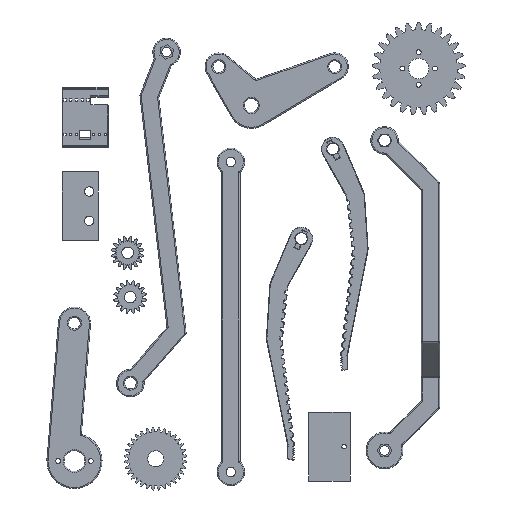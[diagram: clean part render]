
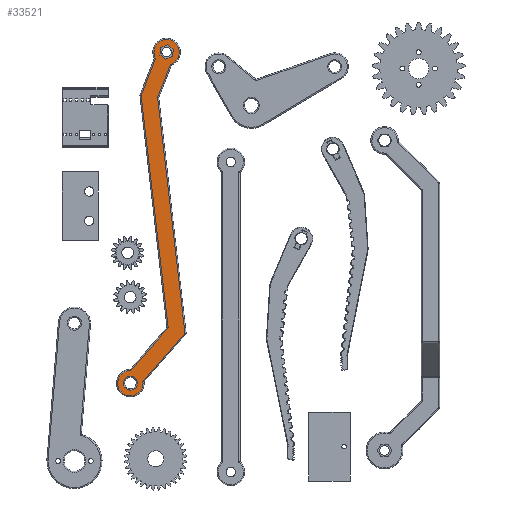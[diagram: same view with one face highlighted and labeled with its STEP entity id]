
A CAD part, front view. The second image highlights one B-rep face of the part: STEP entity #33521.
In plain terms, the highlighted face is planar.
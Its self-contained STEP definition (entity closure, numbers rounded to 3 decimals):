
#157 = VERTEX_POINT ( 'NONE', #10633 ) ;
#388 = ORIENTED_EDGE ( 'NONE', *, *, #40606, .F. ) ;
#522 = EDGE_CURVE ( 'NONE', #22476, #21087, #7644, .T. ) ;
#532 = ORIENTED_EDGE ( 'NONE', *, *, #37002, .F. ) ;
#898 = DIRECTION ( 'NONE',  ( 1., 0., 0. ) ) ;
#1136 = DIRECTION ( 'NONE',  ( 0.966, -0.259, 0. ) ) ;
#1352 = PLANE ( 'NONE',  #22889 ) ;
#2081 = CARTESIAN_POINT ( 'NONE',  ( -20.053, 8.997, 3. ) ) ;
#2139 = DIRECTION ( 'NONE',  ( -0.975, -0.223, 0. ) ) ;
#2399 = ORIENTED_EDGE ( 'NONE', *, *, #13314, .T. ) ;
#2440 = ORIENTED_EDGE ( 'NONE', *, *, #34950, .F. ) ;
#2722 = VERTEX_POINT ( 'NONE', #26983 ) ;
#2805 = CARTESIAN_POINT ( 'NONE',  ( 1.588, -2.75, 3. ) ) ;
#3221 = DIRECTION ( 'NONE',  ( 0., 0., 1. ) ) ;
#3569 = DIRECTION ( 'NONE',  ( 0., 0., -1. ) ) ;
#3634 = VECTOR ( 'NONE', #39110, 1000. ) ;
#3713 = EDGE_CURVE ( 'NONE', #20884, #43891, #14231, .T. ) ;
#4131 = ORIENTED_EDGE ( 'NONE', *, *, #522, .T. ) ;
#4140 = VECTOR ( 'NONE', #41920, 1000. ) ;
#4323 = LINE ( 'NONE', #14214, #40365 ) ;
#4342 = CARTESIAN_POINT ( 'NONE',  ( -145., 0., 3. ) ) ;
#5195 = VERTEX_POINT ( 'NONE', #13389 ) ;
#5523 = ORIENTED_EDGE ( 'NONE', *, *, #10342, .T. ) ;
#5845 = VERTEX_POINT ( 'NONE', #34458 ) ;
#6022 = CARTESIAN_POINT ( 'NONE',  ( -119.265, -13.747, 3. ) ) ;
#7500 = VECTOR ( 'NONE', #29775, 1000. ) ;
#7644 = CIRCLE ( 'NONE', #30456, 5.5 ) ;
#7930 = VERTEX_POINT ( 'NONE', #23248 ) ;
#8018 = EDGE_CURVE ( 'NONE', #5845, #2722, #42080, .T. ) ;
#8036 = DIRECTION ( 'NONE',  ( -0.966, 0.259, 0. ) ) ;
#8473 = LINE ( 'NONE', #43892, #40392 ) ;
#8685 = ORIENTED_EDGE ( 'NONE', *, *, #28922, .F. ) ;
#9586 = EDGE_CURVE ( 'NONE', #41942, #22476, #29620, .T. ) ;
#9593 = ORIENTED_EDGE ( 'NONE', *, *, #37408, .T. ) ;
#10342 = EDGE_CURVE ( 'NONE', #10536, #28633, #22529, .T. ) ;
#10536 = VERTEX_POINT ( 'NONE', #16531 ) ;
#10633 = CARTESIAN_POINT ( 'NONE',  ( -120.735, -21.263, 3. ) ) ;
#11019 = EDGE_LOOP ( 'NONE', ( #2440, #40923, #532, #8685, #388, #23273 ) ) ;
#11454 = DIRECTION ( 'NONE',  ( 0.819, -0.574, 0. ) ) ;
#11931 = DIRECTION ( 'NONE',  ( 0., 0., 1. ) ) ;
#12114 = CARTESIAN_POINT ( 'NONE',  ( -45.696, -65.261, 3. ) ) ;
#12441 = EDGE_LOOP ( 'NONE', ( #2399, #39293, #4131, #9593, #20556, #27221, #36575, #43042, #5523 ) ) ;
#12471 = CARTESIAN_POINT ( 'NONE',  ( 3.175, 0., 3. ) ) ;
#12708 = EDGE_CURVE ( 'NONE', #43891, #20884, #21542, .T. ) ;
#13130 = EDGE_CURVE ( 'NONE', #7930, #5195, #45196, .T. ) ;
#13314 = EDGE_CURVE ( 'NONE', #28633, #41942, #29966, .T. ) ;
#13327 = DIRECTION ( 'NONE',  ( 0.5, 0.866, 0. ) ) ;
#13389 = CARTESIAN_POINT ( 'NONE',  ( -1.588, -2.75, 3. ) ) ;
#13747 = CARTESIAN_POINT ( 'NONE',  ( 0., 0., 3. ) ) ;
#14214 = CARTESIAN_POINT ( 'NONE',  ( -120.553, -21.391, 3. ) ) ;
#14231 = CIRCLE ( 'NONE', #42924, 3.05 ) ;
#14302 = CARTESIAN_POINT ( 'NONE',  ( -19.933, 8.965, 3. ) ) ;
#15338 = CARTESIAN_POINT ( 'NONE',  ( 0., 0., 3. ) ) ;
#16039 = CARTESIAN_POINT ( 'NONE',  ( 1.588, 2.75, 3. ) ) ;
#16413 = CIRCLE ( 'NONE', #34098, 5.5 ) ;
#16531 = CARTESIAN_POINT ( 'NONE',  ( -3.192, 4.479, 3. ) ) ;
#17884 = EDGE_CURVE ( 'NONE', #35653, #23600, #43894, .T. ) ;
#17934 = CARTESIAN_POINT ( 'NONE',  ( -1.588, 2.75, 3. ) ) ;
#18113 = FACE_OUTER_BOUND ( 'NONE', #12441, .T. ) ;
#18114 = CARTESIAN_POINT ( 'NONE',  ( -1.588, -2.75, 3. ) ) ;
#18152 = CARTESIAN_POINT ( 'NONE',  ( -20.188, 1.726, 3. ) ) ;
#18368 = LINE ( 'NONE', #17934, #3634 ) ;
#19020 = DIRECTION ( 'NONE',  ( 0., 0., 1. ) ) ;
#19387 = CARTESIAN_POINT ( 'NONE',  ( 5.5, 0., 3. ) ) ;
#19779 = VERTEX_POINT ( 'NONE', #42775 ) ;
#20148 = CARTESIAN_POINT ( 'NONE',  ( -145., 0., 3. ) ) ;
#20369 = DIRECTION ( 'NONE',  ( 1., 0., 0. ) ) ;
#20556 = ORIENTED_EDGE ( 'NONE', *, *, #24794, .T. ) ;
#20884 = VERTEX_POINT ( 'NONE', #42783 ) ;
#20934 = CARTESIAN_POINT ( 'NONE',  ( -139.517, 0.434, 3. ) ) ;
#21001 = DIRECTION ( 'NONE',  ( 0., 0., 1. ) ) ;
#21087 = VERTEX_POINT ( 'NONE', #44398 ) ;
#21538 = VECTOR ( 'NONE', #898, 1000. ) ;
#21542 = CIRCLE ( 'NONE', #31847, 3.05 ) ;
#22476 = VERTEX_POINT ( 'NONE', #20934 ) ;
#22529 = LINE ( 'NONE', #2081, #25007 ) ;
#22889 = AXIS2_PLACEMENT_3D ( 'NONE', #15338, #19020, #33089 ) ;
#23248 = CARTESIAN_POINT ( 'NONE',  ( -3.175, 0., 3. ) ) ;
#23273 = ORIENTED_EDGE ( 'NONE', *, *, #8018, .F. ) ;
#23600 = VERTEX_POINT ( 'NONE', #19387 ) ;
#24041 = AXIS2_PLACEMENT_3D ( 'NONE', #13747, #3221, #31480 ) ;
#24060 = CARTESIAN_POINT ( 'NONE',  ( -145., 0., 3. ) ) ;
#24515 = DIRECTION ( 'NONE',  ( 0., 0., -1. ) ) ;
#24582 = VERTEX_POINT ( 'NONE', #43072 ) ;
#24794 = EDGE_CURVE ( 'NONE', #157, #19779, #35209, .T. ) ;
#25007 = VECTOR ( 'NONE', #8036, 1000. ) ;
#25217 = VECTOR ( 'NONE', #40177, 1000. ) ;
#25290 = VECTOR ( 'NONE', #35879, 1000. ) ;
#26015 = ORIENTED_EDGE ( 'NONE', *, *, #12708, .T. ) ;
#26962 = CARTESIAN_POINT ( 'NONE',  ( -119.049, -13.697, 3. ) ) ;
#26983 = CARTESIAN_POINT ( 'NONE',  ( 3.175, 0., 3. ) ) ;
#27221 = ORIENTED_EDGE ( 'NONE', *, *, #37531, .T. ) ;
#28394 = VECTOR ( 'NONE', #2139, 1000. ) ;
#28527 = EDGE_CURVE ( 'NONE', #23600, #10536, #16413, .T. ) ;
#28633 = VERTEX_POINT ( 'NONE', #14302 ) ;
#28922 = EDGE_CURVE ( 'NONE', #40979, #24582, #34108, .T. ) ;
#29191 = DIRECTION ( 'NONE',  ( 1., 0., 0. ) ) ;
#29549 = CARTESIAN_POINT ( 'NONE',  ( -141.95, 0., 3. ) ) ;
#29620 = LINE ( 'NONE', #12114, #25217 ) ;
#29775 = DIRECTION ( 'NONE',  ( -0.5, 0.866, 0. ) ) ;
#29966 = LINE ( 'NONE', #26962, #28394 ) ;
#30416 = VECTOR ( 'NONE', #42548, 1000. ) ;
#30456 = AXIS2_PLACEMENT_3D ( 'NONE', #4342, #11931, #29191 ) ;
#31147 = DIRECTION ( 'NONE',  ( 1., 0., 0. ) ) ;
#31480 = DIRECTION ( 'NONE',  ( 1., 0., 0. ) ) ;
#31847 = AXIS2_PLACEMENT_3D ( 'NONE', #24060, #24515, #45450 ) ;
#32176 = LINE ( 'NONE', #18114, #21538 ) ;
#33089 = DIRECTION ( 'NONE',  ( 1., 0., 0. ) ) ;
#33521 = ADVANCED_FACE ( 'NONE', ( #35638, #18113, #36328 ), #1352, .T. ) ;
#34098 = AXIS2_PLACEMENT_3D ( 'NONE', #34589, #21001, #31147 ) ;
#34108 = LINE ( 'NONE', #42542, #25290 ) ;
#34458 = CARTESIAN_POINT ( 'NONE',  ( 1.588, -2.75, 3. ) ) ;
#34589 = CARTESIAN_POINT ( 'NONE',  ( 0., 0., 3. ) ) ;
#34766 = LINE ( 'NONE', #12471, #7500 ) ;
#34950 = EDGE_CURVE ( 'NONE', #5195, #5845, #32176, .T. ) ;
#35209 = LINE ( 'NONE', #18152, #30416 ) ;
#35638 = FACE_BOUND ( 'NONE', #39879, .T. ) ;
#35653 = VERTEX_POINT ( 'NONE', #38070 ) ;
#35879 = DIRECTION ( 'NONE',  ( -1., 0., 0. ) ) ;
#36328 = FACE_BOUND ( 'NONE', #11019, .T. ) ;
#36575 = ORIENTED_EDGE ( 'NONE', *, *, #17884, .T. ) ;
#36663 = ORIENTED_EDGE ( 'NONE', *, *, #3713, .T. ) ;
#37002 = EDGE_CURVE ( 'NONE', #24582, #7930, #18368, .T. ) ;
#37408 = EDGE_CURVE ( 'NONE', #21087, #157, #4323, .T. ) ;
#37531 = EDGE_CURVE ( 'NONE', #19779, #35653, #8473, .T. ) ;
#38070 = CARTESIAN_POINT ( 'NONE',  ( -5.004, -2.283, 3. ) ) ;
#39110 = DIRECTION ( 'NONE',  ( -0.5, -0.866, 0. ) ) ;
#39293 = ORIENTED_EDGE ( 'NONE', *, *, #9586, .T. ) ;
#39879 = EDGE_LOOP ( 'NONE', ( #26015, #36663 ) ) ;
#40177 = DIRECTION ( 'NONE',  ( -0.819, 0.574, 0. ) ) ;
#40365 = VECTOR ( 'NONE', #11454, 1000. ) ;
#40392 = VECTOR ( 'NONE', #1136, 1000. ) ;
#40606 = EDGE_CURVE ( 'NONE', #2722, #40979, #34766, .T. ) ;
#40923 = ORIENTED_EDGE ( 'NONE', *, *, #13130, .F. ) ;
#40979 = VERTEX_POINT ( 'NONE', #16039 ) ;
#41497 = CARTESIAN_POINT ( 'NONE',  ( -3.175, 0., 3. ) ) ;
#41920 = DIRECTION ( 'NONE',  ( 0.5, -0.866, 0. ) ) ;
#41942 = VERTEX_POINT ( 'NONE', #6022 ) ;
#42080 = LINE ( 'NONE', #2805, #45092 ) ;
#42542 = CARTESIAN_POINT ( 'NONE',  ( 1.588, 2.75, 3. ) ) ;
#42548 = DIRECTION ( 'NONE',  ( 0.975, 0.223, 0. ) ) ;
#42775 = CARTESIAN_POINT ( 'NONE',  ( -20.067, 1.753, 3. ) ) ;
#42783 = CARTESIAN_POINT ( 'NONE',  ( -148.05, 0., 3. ) ) ;
#42924 = AXIS2_PLACEMENT_3D ( 'NONE', #20148, #3569, #20369 ) ;
#43042 = ORIENTED_EDGE ( 'NONE', *, *, #28527, .T. ) ;
#43072 = CARTESIAN_POINT ( 'NONE',  ( -1.588, 2.75, 3. ) ) ;
#43891 = VERTEX_POINT ( 'NONE', #29549 ) ;
#43892 = CARTESIAN_POINT ( 'NONE',  ( -5.226, -2.223, 3. ) ) ;
#43894 = CIRCLE ( 'NONE', #24041, 5.5 ) ;
#44398 = CARTESIAN_POINT ( 'NONE',  ( -143.532, -5.301, 3. ) ) ;
#45092 = VECTOR ( 'NONE', #13327, 1000. ) ;
#45196 = LINE ( 'NONE', #41497, #4140 ) ;
#45450 = DIRECTION ( 'NONE',  ( 1., 0., 0. ) ) ;
